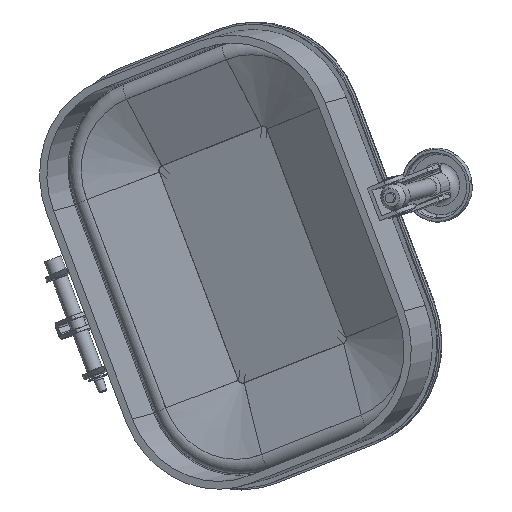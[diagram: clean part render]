
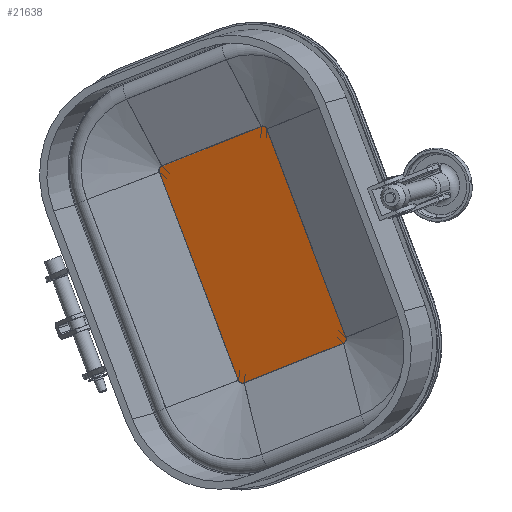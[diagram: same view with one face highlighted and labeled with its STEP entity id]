
A CAD part, front view. The second image highlights one B-rep face of the part: STEP entity #21638.
In plain terms, the highlighted face is planar.
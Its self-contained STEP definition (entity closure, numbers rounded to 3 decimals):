
#21584 = VERTEX_POINT ( 'NONE', #27971 ) ;
#21586 = EDGE_CURVE ( 'NONE', #21584, #21600, #27970, .T. ) ;
#21591 = VERTEX_POINT ( 'NONE', #28017 ) ;
#21600 = VERTEX_POINT ( 'NONE', #28005 ) ;
#21602 = EDGE_CURVE ( 'NONE', #21611, #21600, #28004, .T. ) ;
#21611 = VERTEX_POINT ( 'NONE', #28044 ) ;
#21613 = EDGE_CURVE ( 'NONE', #21611, #21614, #28043, .T. ) ;
#21614 = VERTEX_POINT ( 'NONE', #28039 ) ;
#21624 = ORIENTED_EDGE ( 'NONE', *, *, #21613, .F. ) ;
#21625 = ORIENTED_EDGE ( 'NONE', *, *, #21602, .T. ) ;
#21626 = ORIENTED_EDGE ( 'NONE', *, *, #21586, .F. ) ;
#21638 = ADVANCED_FACE ( 'NONE', ( #28069 ), #28067, .T. ) ;
#21639 = EDGE_LOOP ( 'NONE', ( #21640, #21641, #21642, #21645, #21648, #21624, #21625, #21626 ) ) ;
#21640 = ORIENTED_EDGE ( 'NONE', *, *, #21650, .F. ) ;
#21641 = ORIENTED_EDGE ( 'NONE', *, *, #21657, .F. ) ;
#21642 = ORIENTED_EDGE ( 'NONE', *, *, #21643, .T. ) ;
#21643 = EDGE_CURVE ( 'NONE', #21658, #21644, #28062, .T. ) ;
#21644 = VERTEX_POINT ( 'NONE', #28058 ) ;
#21645 = ORIENTED_EDGE ( 'NONE', *, *, #21646, .T. ) ;
#21646 = EDGE_CURVE ( 'NONE', #21644, #21647, #28057, .T. ) ;
#21647 = VERTEX_POINT ( 'NONE', #28053 ) ;
#21648 = ORIENTED_EDGE ( 'NONE', *, *, #21649, .T. ) ;
#21649 = EDGE_CURVE ( 'NONE', #21647, #21614, #28052, .T. ) ;
#21650 = EDGE_CURVE ( 'NONE', #21591, #21584, #28112, .T. ) ;
#21657 = EDGE_CURVE ( 'NONE', #21658, #21591, #28148, .T. ) ;
#21658 = VERTEX_POINT ( 'NONE', #28144 ) ;
#27967 = DIRECTION ( 'NONE',  ( 1., 0., 0. ) ) ;
#27968 = VECTOR ( 'NONE', #27967, 1000. ) ;
#27969 = CARTESIAN_POINT ( 'NONE',  ( -114.213, -32.96, 63.669 ) ) ;
#27970 = LINE ( 'NONE', #27969, #27968 ) ;
#27971 = CARTESIAN_POINT ( 'NONE',  ( -114.213, -32.96, 63.669 ) ) ;
#28000 = DIRECTION ( 'NONE',  ( 0., 0., -1. ) ) ;
#28001 = DIRECTION ( 'NONE',  ( 0., -1., 0. ) ) ;
#28002 = CARTESIAN_POINT ( 'NONE',  ( 113.787, -32.96, 59. ) ) ;
#28003 = AXIS2_PLACEMENT_3D ( 'NONE', #28002, #28001, #28000 ) ;
#28004 = CIRCLE ( 'NONE', #28003, 4.669 ) ;
#28005 = CARTESIAN_POINT ( 'NONE',  ( 113.787, -32.96, 63.669 ) ) ;
#28017 = CARTESIAN_POINT ( 'NONE',  ( -118.882, -32.96, 59. ) ) ;
#28039 = CARTESIAN_POINT ( 'NONE',  ( 118.456, -32.96, -59. ) ) ;
#28040 = DIRECTION ( 'NONE',  ( 0., 0., -1. ) ) ;
#28041 = VECTOR ( 'NONE', #28040, 1000. ) ;
#28042 = CARTESIAN_POINT ( 'NONE',  ( 118.456, -32.96, 0. ) ) ;
#28043 = LINE ( 'NONE', #28042, #28041 ) ;
#28044 = CARTESIAN_POINT ( 'NONE',  ( 118.456, -32.96, 59. ) ) ;
#28052 = CIRCLE ( 'NONE', #28116, 4.669 ) ;
#28053 = CARTESIAN_POINT ( 'NONE',  ( 113.787, -32.96, -63.669 ) ) ;
#28054 = DIRECTION ( 'NONE',  ( 1., 0., 0. ) ) ;
#28055 = VECTOR ( 'NONE', #28054, 1000. ) ;
#28056 = CARTESIAN_POINT ( 'NONE',  ( -114.213, -32.96, -63.669 ) ) ;
#28057 = LINE ( 'NONE', #28056, #28055 ) ;
#28058 = CARTESIAN_POINT ( 'NONE',  ( -114.213, -32.96, -63.669 ) ) ;
#28059 = DIRECTION ( 'NONE',  ( 0., 0., 1. ) ) ;
#28060 = DIRECTION ( 'NONE',  ( 0., -1., 0. ) ) ;
#28061 = AXIS2_PLACEMENT_3D ( 'NONE', #28068, #28060, #28059 ) ;
#28062 = CIRCLE ( 'NONE', #28061, 4.669 ) ;
#28063 = DIRECTION ( 'NONE',  ( 0., 0., -1. ) ) ;
#28064 = DIRECTION ( 'NONE',  ( 0., -1., 0. ) ) ;
#28065 = CARTESIAN_POINT ( 'NONE',  ( -114.213, -32.96, 59. ) ) ;
#28066 = AXIS2_PLACEMENT_3D ( 'NONE', #28065, #28064, #28063 ) ;
#28067 = PLANE ( 'NONE',  #28066 ) ;
#28068 = CARTESIAN_POINT ( 'NONE',  ( -114.213, -32.96, -59. ) ) ;
#28069 = FACE_OUTER_BOUND ( 'NONE', #21639, .T. ) ;
#28109 = DIRECTION ( 'NONE',  ( 0., 0., -1. ) ) ;
#28110 = DIRECTION ( 'NONE',  ( 0., 1., 0. ) ) ;
#28111 = AXIS2_PLACEMENT_3D ( 'NONE', #28117, #28110, #28109 ) ;
#28112 = CIRCLE ( 'NONE', #28111, 4.669 ) ;
#28113 = DIRECTION ( 'NONE',  ( 0., 0., 1. ) ) ;
#28114 = DIRECTION ( 'NONE',  ( 0., -1., 0. ) ) ;
#28115 = CARTESIAN_POINT ( 'NONE',  ( 113.787, -32.96, -59. ) ) ;
#28116 = AXIS2_PLACEMENT_3D ( 'NONE', #28115, #28114, #28113 ) ;
#28117 = CARTESIAN_POINT ( 'NONE',  ( -114.213, -32.96, 59. ) ) ;
#28144 = CARTESIAN_POINT ( 'NONE',  ( -118.882, -32.96, -59. ) ) ;
#28145 = DIRECTION ( 'NONE',  ( 0., 0., 1. ) ) ;
#28146 = VECTOR ( 'NONE', #28145, 1000. ) ;
#28147 = CARTESIAN_POINT ( 'NONE',  ( -118.882, -32.96, 0. ) ) ;
#28148 = LINE ( 'NONE', #28147, #28146 ) ;
